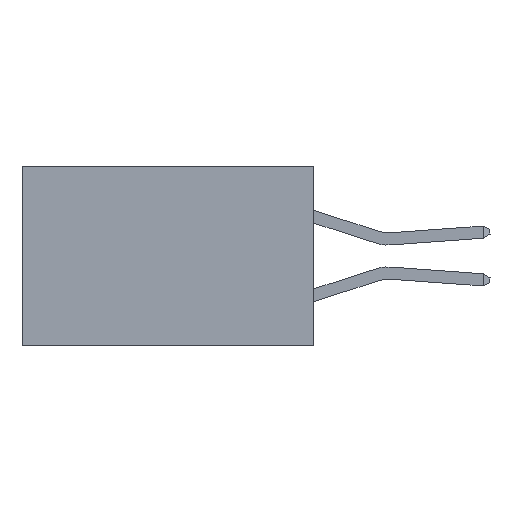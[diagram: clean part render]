
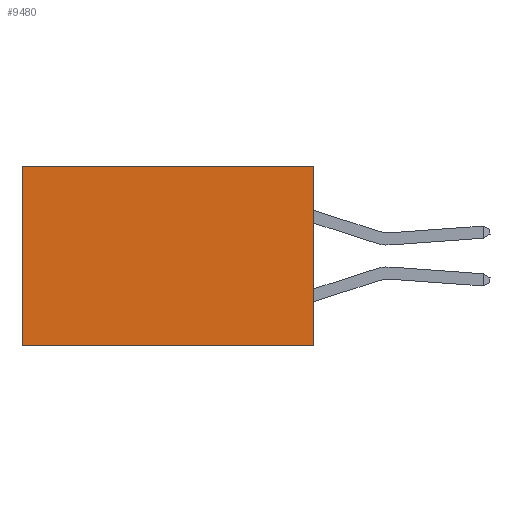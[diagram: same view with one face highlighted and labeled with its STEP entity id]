
A CAD part, left-side view. The second image highlights one B-rep face of the part: STEP entity #9480.
In plain terms, the highlighted planar face has unit normal (-1, 0, 0).
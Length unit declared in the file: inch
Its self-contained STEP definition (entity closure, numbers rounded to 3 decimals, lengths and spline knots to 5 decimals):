
#2037 = PLANE ( 'NONE',  #18174 ) ;
#2933 = VECTOR ( 'NONE', #24365, 39.37008 ) ;
#2950 = ORIENTED_EDGE ( 'NONE', *, *, #6209, .T. ) ;
#4124 = CARTESIAN_POINT ( 'NONE',  ( 0.2875, 0., 0. ) ) ;
#5676 = CARTESIAN_POINT ( 'NONE',  ( 0.2875, 0., -0.37 ) ) ;
#6209 = EDGE_CURVE ( 'NONE', #18229, #7845, #17809, .T. ) ;
#7335 = LINE ( 'NONE', #17412, #2933 ) ;
#7845 = VERTEX_POINT ( 'NONE', #27241 ) ;
#9480 = ADVANCED_FACE ( 'NONE', ( #28794 ), #2037, .F. ) ;
#9974 = DIRECTION ( 'NONE',  ( 0., 0., -1. ) ) ;
#10656 = VECTOR ( 'NONE', #27491, 39.37008 ) ;
#12191 = CARTESIAN_POINT ( 'NONE',  ( 0.2875, 0., 0. ) ) ;
#12707 = VECTOR ( 'NONE', #9974, 39.37008 ) ;
#12708 = CARTESIAN_POINT ( 'NONE',  ( 0.2875, 0.6, 0. ) ) ;
#14179 = ORIENTED_EDGE ( 'NONE', *, *, #25540, .F. ) ;
#15188 = VECTOR ( 'NONE', #15960, 39.37008 ) ;
#15960 = DIRECTION ( 'NONE',  ( 0., 1., 0. ) ) ;
#16204 = CARTESIAN_POINT ( 'NONE',  ( 0.2875, 0., 0. ) ) ;
#16283 = LINE ( 'NONE', #27710, #15188 ) ;
#16635 = EDGE_LOOP ( 'NONE', ( #2950, #28956, #14179, #27144 ) ) ;
#16851 = LINE ( 'NONE', #4124, #10656 ) ;
#17303 = EDGE_CURVE ( 'NONE', #25279, #7845, #16283, .T. ) ;
#17412 = CARTESIAN_POINT ( 'NONE',  ( 0.2875, 0., 0. ) ) ;
#17809 = LINE ( 'NONE', #28827, #12707 ) ;
#18174 = AXIS2_PLACEMENT_3D ( 'NONE', #16204, #27453, #18311 ) ;
#18229 = VERTEX_POINT ( 'NONE', #12708 ) ;
#18311 = DIRECTION ( 'NONE',  ( 0., 0., -1. ) ) ;
#20370 = EDGE_CURVE ( 'NONE', #22397, #18229, #7335, .T. ) ;
#22397 = VERTEX_POINT ( 'NONE', #12191 ) ;
#24365 = DIRECTION ( 'NONE',  ( 0., 1., 0. ) ) ;
#25279 = VERTEX_POINT ( 'NONE', #5676 ) ;
#25540 = EDGE_CURVE ( 'NONE', #22397, #25279, #16851, .T. ) ;
#27144 = ORIENTED_EDGE ( 'NONE', *, *, #20370, .T. ) ;
#27241 = CARTESIAN_POINT ( 'NONE',  ( 0.2875, 0.6, -0.37 ) ) ;
#27453 = DIRECTION ( 'NONE',  ( 1., 0., 0. ) ) ;
#27491 = DIRECTION ( 'NONE',  ( 0., 0., -1. ) ) ;
#27710 = CARTESIAN_POINT ( 'NONE',  ( 0.2875, 0., -0.37 ) ) ;
#28794 = FACE_OUTER_BOUND ( 'NONE', #16635, .T. ) ;
#28827 = CARTESIAN_POINT ( 'NONE',  ( 0.2875, 0.6, 0. ) ) ;
#28956 = ORIENTED_EDGE ( 'NONE', *, *, #17303, .F. ) ;
